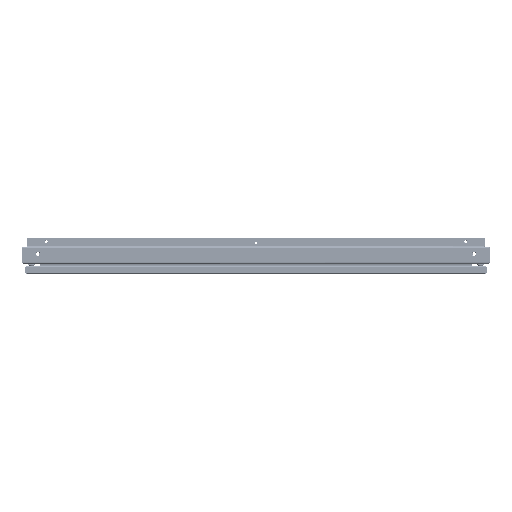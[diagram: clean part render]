
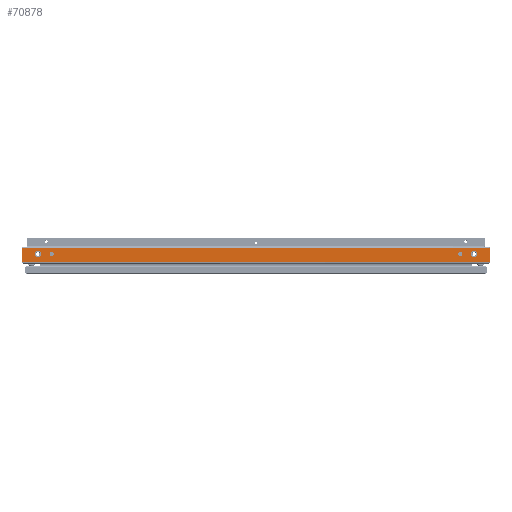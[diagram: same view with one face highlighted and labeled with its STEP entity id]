
A CAD part, front view. The second image highlights one B-rep face of the part: STEP entity #70878.
In plain terms, the highlighted face is planar.
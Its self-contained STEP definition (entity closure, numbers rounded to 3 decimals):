
#137 = CIRCLE ( 'NONE', #18586, 8. ) ;
#1311 = LINE ( 'NONE', #1842, #27522 ) ;
#1698 = CARTESIAN_POINT ( 'NONE',  ( -559.5, -3.319, 0. ) ) ;
#1842 = CARTESIAN_POINT ( 'NONE',  ( -600., -18., 0. ) ) ;
#2113 = DIRECTION ( 'NONE',  ( -1., 0., 0. ) ) ;
#2367 = VECTOR ( 'NONE', #102088, 1000. ) ;
#3320 = EDGE_LOOP ( 'NONE', ( #69409, #96624 ) ) ;
#3455 = VECTOR ( 'NONE', #36163, 1000. ) ;
#3657 = EDGE_CURVE ( 'NONE', #20144, #50611, #31386, .T. ) ;
#3895 = EDGE_CURVE ( 'NONE', #33214, #67222, #9113, .T. ) ;
#5083 = AXIS2_PLACEMENT_3D ( 'NONE', #102936, #31257, #22404 ) ;
#5494 = VERTEX_POINT ( 'NONE', #35623 ) ;
#5752 = AXIS2_PLACEMENT_3D ( 'NONE', #43680, #65682, #26962 ) ;
#6643 = CARTESIAN_POINT ( 'NONE',  ( -600., -18., 0. ) ) ;
#6924 = CARTESIAN_POINT ( 'NONE',  ( 567.5, -3.319, 0. ) ) ;
#7550 = DIRECTION ( 'NONE',  ( -1., 0., 0. ) ) ;
#9113 = CIRCLE ( 'NONE', #5752, 5.5 ) ;
#9881 = ORIENTED_EDGE ( 'NONE', *, *, #11043, .F. ) ;
#10661 = EDGE_CURVE ( 'NONE', #93333, #44661, #29971, .T. ) ;
#11013 = EDGE_CURVE ( 'NONE', #44661, #65326, #62130, .T. ) ;
#11043 = EDGE_CURVE ( 'NONE', #83010, #45856, #81986, .T. ) ;
#14177 = LINE ( 'NONE', #80077, #2367 ) ;
#14432 = VERTEX_POINT ( 'NONE', #93247 ) ;
#15071 = ORIENTED_EDGE ( 'NONE', *, *, #23814, .T. ) ;
#15512 = FACE_BOUND ( 'NONE', #43127, .T. ) ;
#17088 = FACE_BOUND ( 'NONE', #3320, .T. ) ;
#17575 = DIRECTION ( 'NONE',  ( 1., 0., 0. ) ) ;
#17608 = FACE_BOUND ( 'NONE', #68981, .T. ) ;
#18586 = AXIS2_PLACEMENT_3D ( 'NONE', #55172, #87113, #7550 ) ;
#20144 = VERTEX_POINT ( 'NONE', #67113 ) ;
#20438 = DIRECTION ( 'NONE',  ( -1., 0., 0. ) ) ;
#21613 = ORIENTED_EDGE ( 'NONE', *, *, #83219, .T. ) ;
#21904 = EDGE_CURVE ( 'NONE', #59440, #46484, #46011, .T. ) ;
#22404 = DIRECTION ( 'NONE',  ( 1., 0., 0. ) ) ;
#23814 = EDGE_CURVE ( 'NONE', #100152, #14432, #137, .T. ) ;
#24365 = CARTESIAN_POINT ( 'NONE',  ( -519., -3.319, 0. ) ) ;
#25417 = CARTESIAN_POINT ( 'NONE',  ( -530., -3.319, 0. ) ) ;
#26962 = DIRECTION ( 'NONE',  ( 1., 0., 0. ) ) ;
#27313 = VECTOR ( 'NONE', #28440, 1000. ) ;
#27522 = VECTOR ( 'NONE', #17575, 1000. ) ;
#28440 = DIRECTION ( 'NONE',  ( 0., -1., 0. ) ) ;
#28515 = EDGE_CURVE ( 'NONE', #45856, #83010, #32362, .T. ) ;
#29361 = EDGE_CURVE ( 'NONE', #5494, #93931, #1311, .T. ) ;
#29971 = LINE ( 'NONE', #76563, #27313 ) ;
#30980 = DIRECTION ( 'NONE',  ( 0., 0., 1. ) ) ;
#31257 = DIRECTION ( 'NONE',  ( 0., 0., 1. ) ) ;
#31386 = CIRCLE ( 'NONE', #75867, 5.5 ) ;
#32362 = CIRCLE ( 'NONE', #95843, 8. ) ;
#33123 = DIRECTION ( 'NONE',  ( 1., 0., 0. ) ) ;
#33174 = CARTESIAN_POINT ( 'NONE',  ( -600., 18., 0. ) ) ;
#33214 = VERTEX_POINT ( 'NONE', #25417 ) ;
#33811 = CARTESIAN_POINT ( 'NONE',  ( 524.5, -3.319, 0. ) ) ;
#34006 = EDGE_CURVE ( 'NONE', #14432, #100152, #98169, .T. ) ;
#35315 = CARTESIAN_POINT ( 'NONE',  ( 598., 18., 0. ) ) ;
#35623 = CARTESIAN_POINT ( 'NONE',  ( 597.935, -18., 0. ) ) ;
#36163 = DIRECTION ( 'NONE',  ( 1., 0., 0. ) ) ;
#36481 = AXIS2_PLACEMENT_3D ( 'NONE', #33811, #42172, #97111 ) ;
#41289 = DIRECTION ( 'NONE',  ( 0., 0., -1. ) ) ;
#42172 = DIRECTION ( 'NONE',  ( 0., 0., -1. ) ) ;
#43127 = EDGE_LOOP ( 'NONE', ( #69947, #47268 ) ) ;
#43526 = EDGE_CURVE ( 'NONE', #67222, #33214, #45338, .T. ) ;
#43680 = CARTESIAN_POINT ( 'NONE',  ( -524.5, -3.319, 0. ) ) ;
#44661 = VERTEX_POINT ( 'NONE', #84955 ) ;
#45338 = CIRCLE ( 'NONE', #88730, 5.5 ) ;
#45856 = VERTEX_POINT ( 'NONE', #62290 ) ;
#46011 = LINE ( 'NONE', #77922, #66501 ) ;
#46484 = VERTEX_POINT ( 'NONE', #35315 ) ;
#47230 = EDGE_CURVE ( 'NONE', #72737, #93333, #14177, .T. ) ;
#47268 = ORIENTED_EDGE ( 'NONE', *, *, #3895, .F. ) ;
#48984 = FACE_OUTER_BOUND ( 'NONE', #53242, .T. ) ;
#49123 = DIRECTION ( 'NONE',  ( -1., 0., 0. ) ) ;
#50611 = VERTEX_POINT ( 'NONE', #93408 ) ;
#52204 = DIRECTION ( 'NONE',  ( 0., 1., 0. ) ) ;
#53242 = EDGE_LOOP ( 'NONE', ( #100083, #86855, #97280, #91405, #83214, #21613, #74371, #62966 ) ) ;
#55172 = CARTESIAN_POINT ( 'NONE',  ( 559.5, -3.319, 0. ) ) ;
#55793 = FACE_BOUND ( 'NONE', #84428, .T. ) ;
#56304 = DIRECTION ( 'NONE',  ( 0., 0., -1. ) ) ;
#58732 = ORIENTED_EDGE ( 'NONE', *, *, #34006, .T. ) ;
#59440 = VERTEX_POINT ( 'NONE', #75474 ) ;
#59685 = AXIS2_PLACEMENT_3D ( 'NONE', #98923, #81678, #2113 ) ;
#62130 = LINE ( 'NONE', #6643, #3455 ) ;
#62290 = CARTESIAN_POINT ( 'NONE',  ( -551.5, -3.319, 0. ) ) ;
#62966 = ORIENTED_EDGE ( 'NONE', *, *, #10661, .T. ) ;
#64165 = CARTESIAN_POINT ( 'NONE',  ( 0., 0., 0. ) ) ;
#64306 = CARTESIAN_POINT ( 'NONE',  ( -598., 18., 0. ) ) ;
#65326 = VERTEX_POINT ( 'NONE', #99861 ) ;
#65682 = DIRECTION ( 'NONE',  ( 0., 0., 1. ) ) ;
#66501 = VECTOR ( 'NONE', #20438, 1000. ) ;
#67113 = CARTESIAN_POINT ( 'NONE',  ( 530., -3.319, 0. ) ) ;
#67222 = VERTEX_POINT ( 'NONE', #24365 ) ;
#67538 = EDGE_CURVE ( 'NONE', #65326, #5494, #68137, .T. ) ;
#68137 = LINE ( 'NONE', #91690, #89594 ) ;
#68434 = CARTESIAN_POINT ( 'NONE',  ( 600., -22., 0. ) ) ;
#68981 = EDGE_LOOP ( 'NONE', ( #15071, #58732 ) ) ;
#69409 = ORIENTED_EDGE ( 'NONE', *, *, #3657, .T. ) ;
#69744 = EDGE_CURVE ( 'NONE', #50611, #20144, #91614, .T. ) ;
#69929 = AXIS2_PLACEMENT_3D ( 'NONE', #64165, #56304, #88237 ) ;
#69947 = ORIENTED_EDGE ( 'NONE', *, *, #43526, .F. ) ;
#70150 = VECTOR ( 'NONE', #80732, 1000. ) ;
#70726 = CARTESIAN_POINT ( 'NONE',  ( -524.5, -3.319, 0. ) ) ;
#70878 = ADVANCED_FACE ( 'NONE', ( #17608, #17088, #55793, #15512, #48984 ), #80918, .F. ) ;
#72737 = VERTEX_POINT ( 'NONE', #64306 ) ;
#74371 = ORIENTED_EDGE ( 'NONE', *, *, #47230, .T. ) ;
#75286 = CARTESIAN_POINT ( 'NONE',  ( 524.5, -3.319, 0. ) ) ;
#75474 = CARTESIAN_POINT ( 'NONE',  ( 600., 18., 0. ) ) ;
#75867 = AXIS2_PLACEMENT_3D ( 'NONE', #75286, #41289, #49123 ) ;
#76563 = CARTESIAN_POINT ( 'NONE',  ( -600., -22., 0. ) ) ;
#77922 = CARTESIAN_POINT ( 'NONE',  ( 600., 18., 0. ) ) ;
#79207 = ORIENTED_EDGE ( 'NONE', *, *, #28515, .F. ) ;
#79616 = DIRECTION ( 'NONE',  ( 1., 0., 0. ) ) ;
#80077 = CARTESIAN_POINT ( 'NONE',  ( 600., 18., 0. ) ) ;
#80732 = DIRECTION ( 'NONE',  ( -1., 0., 0. ) ) ;
#80918 = PLANE ( 'NONE',  #69929 ) ;
#81678 = DIRECTION ( 'NONE',  ( 0., 0., -1. ) ) ;
#81916 = CARTESIAN_POINT ( 'NONE',  ( 600., -18., 0. ) ) ;
#81986 = CIRCLE ( 'NONE', #5083, 8. ) ;
#82931 = CARTESIAN_POINT ( 'NONE',  ( -567.5, -3.319, 0. ) ) ;
#83010 = VERTEX_POINT ( 'NONE', #82931 ) ;
#83214 = ORIENTED_EDGE ( 'NONE', *, *, #21904, .T. ) ;
#83219 = EDGE_CURVE ( 'NONE', #46484, #72737, #87025, .T. ) ;
#84428 = EDGE_LOOP ( 'NONE', ( #79207, #9881 ) ) ;
#84955 = CARTESIAN_POINT ( 'NONE',  ( -600., -18., 0. ) ) ;
#86623 = EDGE_CURVE ( 'NONE', #93931, #59440, #91991, .T. ) ;
#86855 = ORIENTED_EDGE ( 'NONE', *, *, #67538, .T. ) ;
#87025 = LINE ( 'NONE', #88569, #70150 ) ;
#87113 = DIRECTION ( 'NONE',  ( 0., 0., -1. ) ) ;
#88237 = DIRECTION ( 'NONE',  ( -1., 0., 0. ) ) ;
#88569 = CARTESIAN_POINT ( 'NONE',  ( 600., 18., 0. ) ) ;
#88730 = AXIS2_PLACEMENT_3D ( 'NONE', #70726, #30980, #79616 ) ;
#89111 = DIRECTION ( 'NONE',  ( 0., 0., 1. ) ) ;
#89594 = VECTOR ( 'NONE', #101078, 1000. ) ;
#91405 = ORIENTED_EDGE ( 'NONE', *, *, #86623, .T. ) ;
#91614 = CIRCLE ( 'NONE', #36481, 5.5 ) ;
#91690 = CARTESIAN_POINT ( 'NONE',  ( -600., -18., 0. ) ) ;
#91991 = LINE ( 'NONE', #68434, #95771 ) ;
#93247 = CARTESIAN_POINT ( 'NONE',  ( 551.5, -3.319, 0. ) ) ;
#93333 = VERTEX_POINT ( 'NONE', #33174 ) ;
#93408 = CARTESIAN_POINT ( 'NONE',  ( 519., -3.319, 0. ) ) ;
#93931 = VERTEX_POINT ( 'NONE', #81916 ) ;
#95771 = VECTOR ( 'NONE', #52204, 1000. ) ;
#95843 = AXIS2_PLACEMENT_3D ( 'NONE', #1698, #89111, #33123 ) ;
#96624 = ORIENTED_EDGE ( 'NONE', *, *, #69744, .T. ) ;
#97111 = DIRECTION ( 'NONE',  ( -1., 0., 0. ) ) ;
#97280 = ORIENTED_EDGE ( 'NONE', *, *, #29361, .T. ) ;
#98169 = CIRCLE ( 'NONE', #59685, 8. ) ;
#98923 = CARTESIAN_POINT ( 'NONE',  ( 559.5, -3.319, 0. ) ) ;
#99861 = CARTESIAN_POINT ( 'NONE',  ( -597.935, -18., 0. ) ) ;
#100083 = ORIENTED_EDGE ( 'NONE', *, *, #11013, .T. ) ;
#100152 = VERTEX_POINT ( 'NONE', #6924 ) ;
#101078 = DIRECTION ( 'NONE',  ( 1., 0., 0. ) ) ;
#102088 = DIRECTION ( 'NONE',  ( -1., 0., 0. ) ) ;
#102936 = CARTESIAN_POINT ( 'NONE',  ( -559.5, -3.319, 0. ) ) ;
